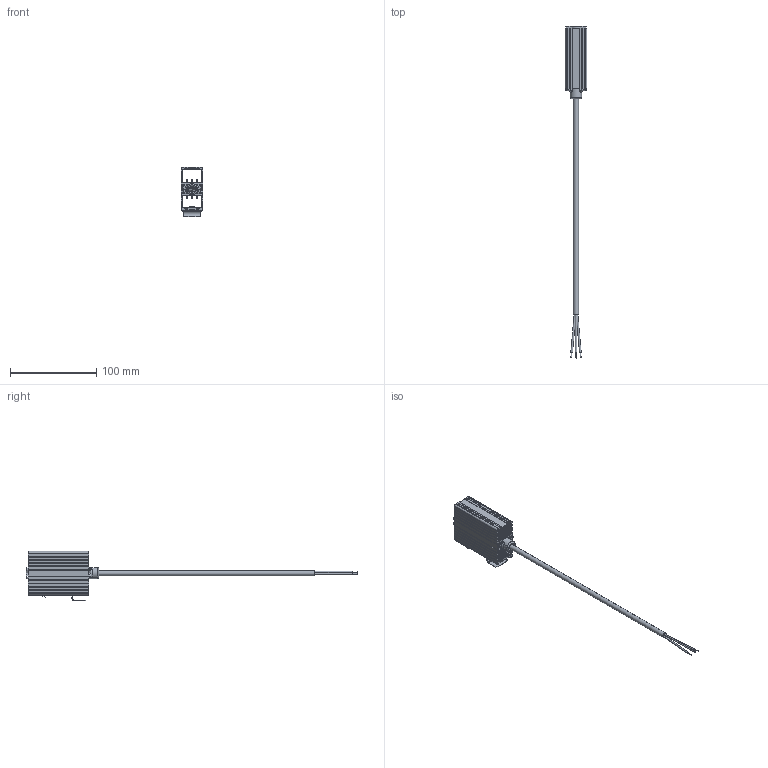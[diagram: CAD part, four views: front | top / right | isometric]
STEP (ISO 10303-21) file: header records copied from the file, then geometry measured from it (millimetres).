
FILE_DESCRIPTION (( 'STEP AP214' ), '1' );
FILE_NAME ('04702.0-00_Heater_HGK_047_30W.STEP', '2014-03-17T13:16:59', ( '' ), ( '' ), 'SwSTEP 2.0', 'SolidWorks 2013', '' );
FILE_SCHEMA (( 'AUTOMOTIVE_DESIGN' ));
Length unit declared in the file: millimetre
Products named in the file (1): 04702.0-00_Heater_HGK_047_30W
Bounding box: 25 x 384 x 57.2 mm (x, y, z)
Surface area: 31671.3 mm2 (no closed solid volume)
Topology: 0 solids, 14 shells, 459 faces, 2320 edges, 1680 vertices
Faces by surface type: plane 365, cylinder 69, torus 13, sphere 8, bspline 4
Full cylindrical faces by diameter (mm): 0.8 x3, 1.8 x1, 2 x3, 6 x1, 13 x1
Entity records: 27493 total; most frequent: CARTESIAN_POINT 4873, DIRECTION 3389, ORIENTED_EDGE 3292, EDGE_CURVE 2297, LINE 2041, VECTOR 2041, VERTEX_POINT 1677, AXIS2_PLACEMENT_3D 674
